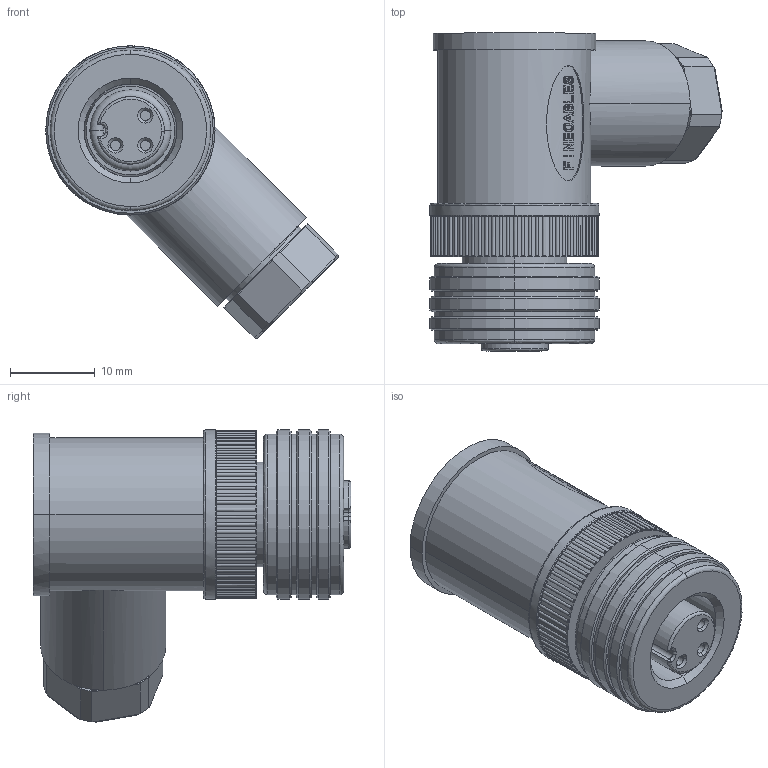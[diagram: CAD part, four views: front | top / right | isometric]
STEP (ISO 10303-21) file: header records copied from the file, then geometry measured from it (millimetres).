
FILE_DESCRIPTION (( 'STEP AP203' ), '1' );
FILE_NAME ('P170-171-PG7.STEP', '2020-03-31T05:40:17', ( 'edpusr' ), ( 'Microsoft' ), 'SwSTEP 2.0', 'SolidWorks 2015', '' );
FILE_SCHEMA (( 'CONFIG_CONTROL_DESIGN' ));
Length unit declared in the file: millimetre
Products named in the file (1): P170-171-PG7
Bounding box: 34.56 x 37.59 x 34.56 mm (x, y, z)
Volume: 14602.3 mm3; surface area: 7878.5 mm2
Topology: 5 solids, 5 shells, 832 faces, 2246 edges, 1457 vertices
Faces by surface type: bspline 291, cylinder 287, plane 213, cone 30, torus 11
Entity records: 57831 total; most frequent: CARTESIAN_POINT 38309, ORIENTED_EDGE 4492, DIRECTION 3852, EDGE_CURVE 2246, AXIS2_PLACEMENT_3D 1638, VERTEX_POINT 1457, CIRCLE 1096, EDGE_LOOP 871
